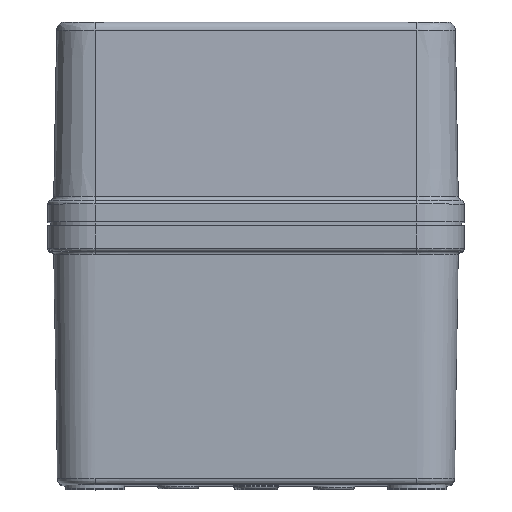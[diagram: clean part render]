
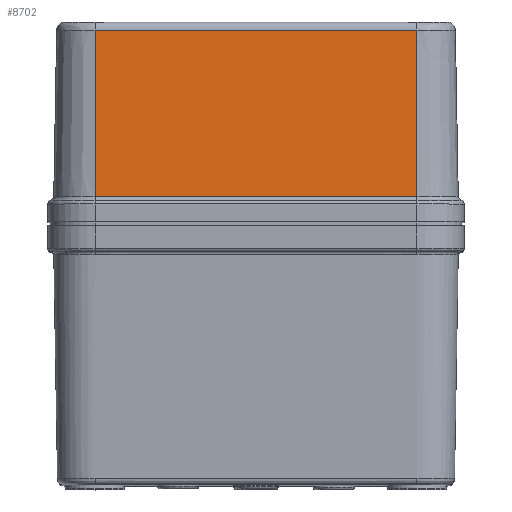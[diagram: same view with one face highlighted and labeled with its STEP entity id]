
A CAD part, top view. The second image highlights one B-rep face of the part: STEP entity #8702.
In plain terms, the highlighted planar face has unit normal (0, 0.018, 1).
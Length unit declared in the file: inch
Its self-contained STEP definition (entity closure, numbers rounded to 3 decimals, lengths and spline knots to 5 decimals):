
#1923 = EDGE_CURVE ( 'NONE', #23304, #24724, #3666, .T. ) ;
#2820 = LINE ( 'NONE', #40085, #44698 ) ;
#3666 = LINE ( 'NONE', #64828, #49413 ) ;
#5844 = DIRECTION ( 'NONE',  ( 1., 0., 0. ) ) ;
#7376 = EDGE_CURVE ( 'NONE', #22091, #33588, #2820, .T. ) ;
#8694 = ORIENTED_EDGE ( 'NONE', *, *, #12195, .F. ) ;
#8702 = ADVANCED_FACE ( 'NONE', ( #77296 ), #10854, .T. ) ;
#10854 = PLANE ( 'NONE',  #68531 ) ;
#12195 = EDGE_CURVE ( 'NONE', #23304, #33588, #69080, .T. ) ;
#12655 = DIRECTION ( 'NONE',  ( 0., -1., 0.017 ) ) ;
#16116 = DIRECTION ( 'NONE',  ( 1., 0., 0. ) ) ;
#18399 = CARTESIAN_POINT ( 'NONE',  ( -1.29992, 0.22227, 2.51787 ) ) ;
#22091 = VERTEX_POINT ( 'NONE', #33101 ) ;
#23304 = VERTEX_POINT ( 'NONE', #45936 ) ;
#23611 = LINE ( 'NONE', #18399, #73110 ) ;
#24724 = VERTEX_POINT ( 'NONE', #52367 ) ;
#25060 = CARTESIAN_POINT ( 'NONE',  ( 1.2205, 1.4831, 2.49586 ) ) ;
#25244 = VECTOR ( 'NONE', #16116, 39.37008 ) ;
#33101 = CARTESIAN_POINT ( 'NONE',  ( 1.2205, 0.22227, 2.51787 ) ) ;
#33588 = VERTEX_POINT ( 'NONE', #25060 ) ;
#33818 = CARTESIAN_POINT ( 'NONE',  ( -1.23496, 1.4831, 2.49586 ) ) ;
#40085 = CARTESIAN_POINT ( 'NONE',  ( 1.2205, 0., 2.52175 ) ) ;
#44698 = VECTOR ( 'NONE', #74866, 39.37008 ) ;
#45936 = CARTESIAN_POINT ( 'NONE',  ( -1.2205, 1.4831, 2.49586 ) ) ;
#46073 = DIRECTION ( 'NONE',  ( 0., -1., 0.017 ) ) ;
#49413 = VECTOR ( 'NONE', #12655, 39.37008 ) ;
#51838 = DIRECTION ( 'NONE',  ( 0., 0.017, 1. ) ) ;
#52168 = ORIENTED_EDGE ( 'NONE', *, *, #60773, .T. ) ;
#52367 = CARTESIAN_POINT ( 'NONE',  ( -1.2205, 0.22227, 2.51787 ) ) ;
#56812 = ORIENTED_EDGE ( 'NONE', *, *, #7376, .T. ) ;
#59256 = ORIENTED_EDGE ( 'NONE', *, *, #1923, .T. ) ;
#60773 = EDGE_CURVE ( 'NONE', #24724, #22091, #23611, .T. ) ;
#64828 = CARTESIAN_POINT ( 'NONE',  ( -1.2205, 0., 2.52175 ) ) ;
#68531 = AXIS2_PLACEMENT_3D ( 'NONE', #75874, #51838, #46073 ) ;
#69080 = LINE ( 'NONE', #33818, #25244 ) ;
#71163 = EDGE_LOOP ( 'NONE', ( #8694, #59256, #52168, #56812 ) ) ;
#73110 = VECTOR ( 'NONE', #5844, 39.37008 ) ;
#74866 = DIRECTION ( 'NONE',  ( 0., 1., -0.017 ) ) ;
#75874 = CARTESIAN_POINT ( 'NONE',  ( -1.29992, 0., 2.52175 ) ) ;
#77296 = FACE_OUTER_BOUND ( 'NONE', #71163, .T. ) ;
